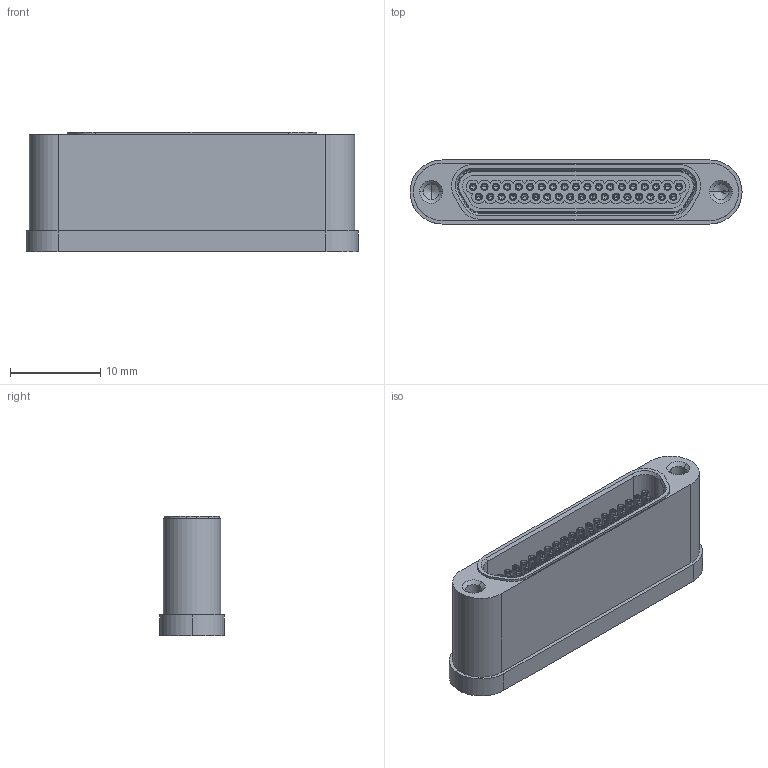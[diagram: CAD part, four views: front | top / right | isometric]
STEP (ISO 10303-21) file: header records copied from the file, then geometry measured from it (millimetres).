
FILE_DESCRIPTION (( 'STEP AP203' ), '1' );
FILE_NAME ('A8978-6-W.STEP', '2013-04-29T11:27:16', ( '' ), ( '' ), 'SwSTEP 2.0', 'SolidWorks 2012', '' );
FILE_SCHEMA (( 'CONFIG_CONTROL_DESIGN' ));
Length unit declared in the file: inch
Products named in the file (1): A8978-6-W
Bounding box: 36.83 x 7.11 x 13.21 mm (x, y, z)
Volume: 1557.7 mm3; surface area: 3999.7 mm2
Topology: 76 solids, 76 shells, 1542 faces, 3714 edges, 2218 vertices
Faces by surface type: cylinder 831, cone 262, bspline 259, plane 190
Entity records: 49375 total; most frequent: CARTESIAN_POINT 12684, DIRECTION 8269, ORIENTED_EDGE 7338, EDGE_CURVE 3669, AXIS2_PLACEMENT_3D 3464, VERTEX_POINT 2255, CIRCLE 2180, EDGE_LOOP 1814
